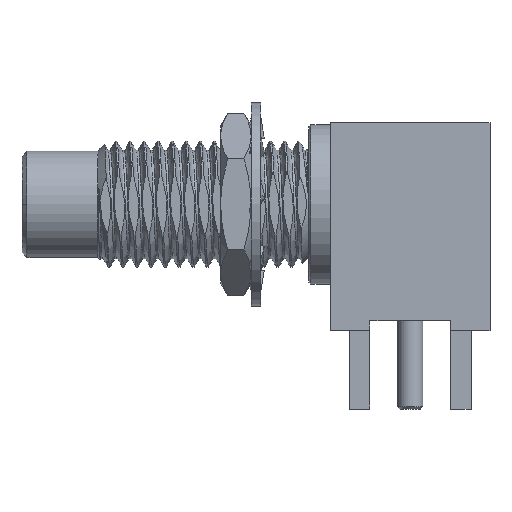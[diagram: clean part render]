
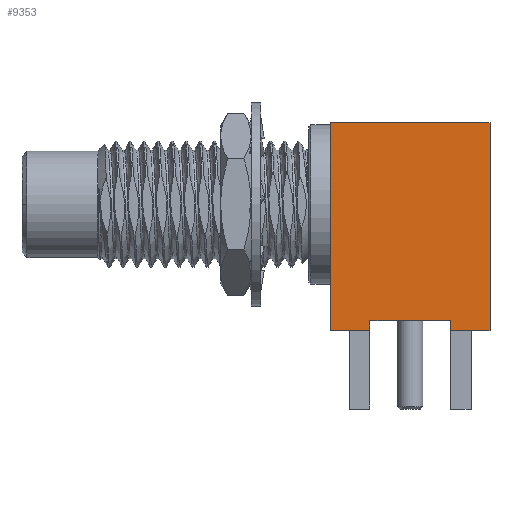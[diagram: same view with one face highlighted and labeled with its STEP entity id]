
A CAD part, top view. The second image highlights one B-rep face of the part: STEP entity #9353.
In plain terms, the highlighted planar face has unit normal (0, 0, 1).
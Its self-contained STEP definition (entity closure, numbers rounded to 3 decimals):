
#74 = CARTESIAN_POINT ( 'NONE',  ( 2.03, -6.341, 4. ) ) ;
#189 = VERTEX_POINT ( 'NONE', #13937 ) ;
#259 = FACE_OUTER_BOUND ( 'NONE', #13687, .T. ) ;
#396 = VECTOR ( 'NONE', #13266, 1000. ) ;
#556 = LINE ( 'NONE', #6291, #396 ) ;
#792 = ORIENTED_EDGE ( 'NONE', *, *, #8366, .F. ) ;
#975 = CARTESIAN_POINT ( 'NONE',  ( -2.03, -6.341, 4. ) ) ;
#1192 = DIRECTION ( 'NONE',  ( 0., 0., 1. ) ) ;
#1537 = LINE ( 'NONE', #6276, #14812 ) ;
#1786 = VERTEX_POINT ( 'NONE', #4456 ) ;
#1809 = EDGE_CURVE ( 'NONE', #9723, #9865, #15020, .T. ) ;
#1911 = EDGE_CURVE ( 'NONE', #13016, #5953, #11658, .T. ) ;
#1972 = DIRECTION ( 'NONE',  ( -1., 0., 0. ) ) ;
#2338 = CARTESIAN_POINT ( 'NONE',  ( 4., 4.099, 4. ) ) ;
#2361 = VERTEX_POINT ( 'NONE', #8866 ) ;
#2542 = CARTESIAN_POINT ( 'NONE',  ( 4., 4.099, 4. ) ) ;
#2640 = DIRECTION ( 'NONE',  ( 0., 1., 0. ) ) ;
#3058 = VECTOR ( 'NONE', #12312, 1000. ) ;
#3361 = VECTOR ( 'NONE', #3382, 1000. ) ;
#3382 = DIRECTION ( 'NONE',  ( 0., -1., 0. ) ) ;
#3621 = LINE ( 'NONE', #2542, #7477 ) ;
#3764 = ORIENTED_EDGE ( 'NONE', *, *, #1809, .T. ) ;
#4265 = DIRECTION ( 'NONE',  ( 0., -1., 0. ) ) ;
#4389 = ORIENTED_EDGE ( 'NONE', *, *, #7133, .F. ) ;
#4456 = CARTESIAN_POINT ( 'NONE',  ( -2.03, -5.841, 4. ) ) ;
#4531 = DIRECTION ( 'NONE',  ( -1., 0., 0. ) ) ;
#5189 = LINE ( 'NONE', #6409, #3058 ) ;
#5654 = LINE ( 'NONE', #12547, #10901 ) ;
#5708 = CARTESIAN_POINT ( 'NONE',  ( -4., 0., 4. ) ) ;
#5833 = DIRECTION ( 'NONE',  ( 0., 1., 0. ) ) ;
#5953 = VERTEX_POINT ( 'NONE', #10520 ) ;
#6276 = CARTESIAN_POINT ( 'NONE',  ( -4., 0., 4. ) ) ;
#6291 = CARTESIAN_POINT ( 'NONE',  ( -2.03, -6.341, 4. ) ) ;
#6409 = CARTESIAN_POINT ( 'NONE',  ( 2.03, -5.841, 4. ) ) ;
#6817 = CARTESIAN_POINT ( 'NONE',  ( -4., 4.099, 4. ) ) ;
#6883 = EDGE_CURVE ( 'NONE', #9865, #9070, #9201, .T. ) ;
#7133 = EDGE_CURVE ( 'NONE', #5953, #1786, #5189, .T. ) ;
#7134 = DIRECTION ( 'NONE',  ( 0., -1., 0. ) ) ;
#7230 = DIRECTION ( 'NONE',  ( 1., 0., 0. ) ) ;
#7477 = VECTOR ( 'NONE', #7134, 1000. ) ;
#8199 = ORIENTED_EDGE ( 'NONE', *, *, #10632, .T. ) ;
#8366 = EDGE_CURVE ( 'NONE', #9723, #2361, #3621, .T. ) ;
#8388 = LINE ( 'NONE', #11486, #9216 ) ;
#8749 = EDGE_CURVE ( 'NONE', #2361, #13016, #5654, .T. ) ;
#8866 = CARTESIAN_POINT ( 'NONE',  ( 4., -6.341, 4. ) ) ;
#9070 = VERTEX_POINT ( 'NONE', #5708 ) ;
#9201 = LINE ( 'NONE', #6817, #3361 ) ;
#9216 = VECTOR ( 'NONE', #2640, 1000. ) ;
#9353 = ADVANCED_FACE ( 'NONE', ( #259 ), #13125, .T. ) ;
#9357 = CARTESIAN_POINT ( 'NONE',  ( 4., 4.099, 4. ) ) ;
#9453 = CARTESIAN_POINT ( 'NONE',  ( 2.03, -6.341, 4. ) ) ;
#9723 = VERTEX_POINT ( 'NONE', #10442 ) ;
#9783 = VECTOR ( 'NONE', #4531, 1000. ) ;
#9865 = VERTEX_POINT ( 'NONE', #11117 ) ;
#10019 = VECTOR ( 'NONE', #5833, 1000. ) ;
#10442 = CARTESIAN_POINT ( 'NONE',  ( 4., 4.099, 4. ) ) ;
#10520 = CARTESIAN_POINT ( 'NONE',  ( 2.03, -5.841, 4. ) ) ;
#10626 = ORIENTED_EDGE ( 'NONE', *, *, #13645, .T. ) ;
#10632 = EDGE_CURVE ( 'NONE', #11614, #1786, #8388, .T. ) ;
#10901 = VECTOR ( 'NONE', #1972, 1000. ) ;
#11117 = CARTESIAN_POINT ( 'NONE',  ( -4., 4.099, 4. ) ) ;
#11139 = ORIENTED_EDGE ( 'NONE', *, *, #13134, .F. ) ;
#11486 = CARTESIAN_POINT ( 'NONE',  ( -2.03, -6.341, 4. ) ) ;
#11614 = VERTEX_POINT ( 'NONE', #975 ) ;
#11658 = LINE ( 'NONE', #74, #10019 ) ;
#12312 = DIRECTION ( 'NONE',  ( -1., 0., 0. ) ) ;
#12547 = CARTESIAN_POINT ( 'NONE',  ( 4., -6.341, 4. ) ) ;
#12718 = ORIENTED_EDGE ( 'NONE', *, *, #8749, .F. ) ;
#13016 = VERTEX_POINT ( 'NONE', #9453 ) ;
#13125 = PLANE ( 'NONE',  #14321 ) ;
#13134 = EDGE_CURVE ( 'NONE', #11614, #189, #556, .T. ) ;
#13266 = DIRECTION ( 'NONE',  ( -1., 0., 0. ) ) ;
#13645 = EDGE_CURVE ( 'NONE', #9070, #189, #1537, .T. ) ;
#13687 = EDGE_LOOP ( 'NONE', ( #14404, #12718, #792, #3764, #14594, #10626, #11139, #8199, #4389 ) ) ;
#13937 = CARTESIAN_POINT ( 'NONE',  ( -4., -6.341, 4. ) ) ;
#14321 = AXIS2_PLACEMENT_3D ( 'NONE', #2338, #1192, #7230 ) ;
#14404 = ORIENTED_EDGE ( 'NONE', *, *, #1911, .F. ) ;
#14594 = ORIENTED_EDGE ( 'NONE', *, *, #6883, .T. ) ;
#14812 = VECTOR ( 'NONE', #4265, 1000. ) ;
#15020 = LINE ( 'NONE', #9357, #9783 ) ;
